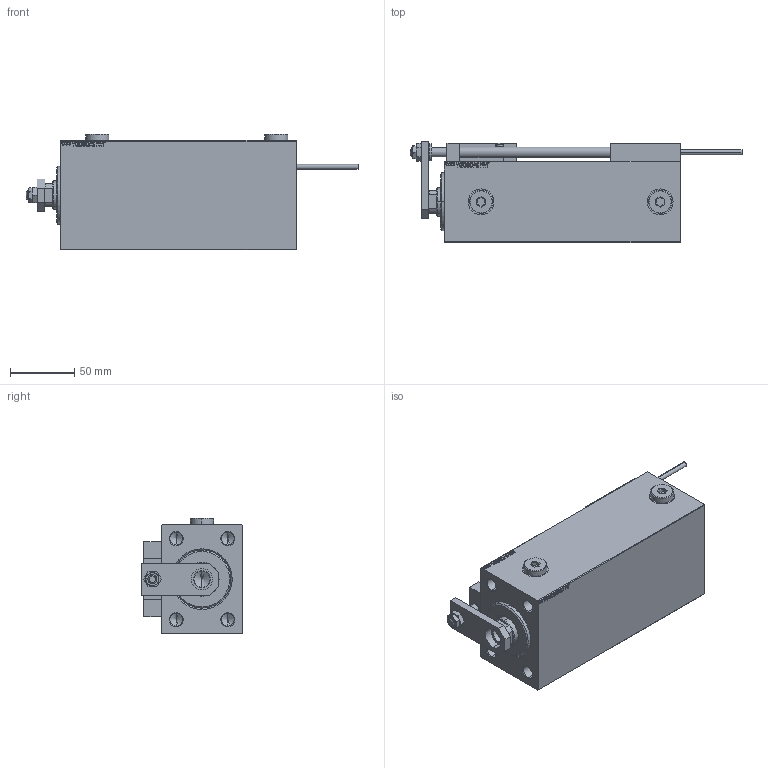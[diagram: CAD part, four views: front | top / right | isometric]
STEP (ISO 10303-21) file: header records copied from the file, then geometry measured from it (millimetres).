
FILE_DESCRIPTION (( 'STEP AP203' ), '1' );
FILE_NAME ('2875.STEP', '2024-02-13T02:37:48', ( '' ), ( '' ), 'SwSTEP 2.0', 'SolidWorks 2019', '' );
FILE_SCHEMA (( 'CONFIG_CONTROL_DESIGN' ));
Length unit declared in the file: millimetre
Products named in the file (17): SWITCH DIM B,W ac8bc7af4f70a20f4f6fb7f3c59d0438; MAGNET ac8bc7af4f70a20f4f6fb7f3c59d0438; V450CM_B_Body ac8bc7af4f70a20f4f6fb7f3c59d0438; ALLEN BOLT D8 ac8bc7af4f70a20f4f6fb7f3c59d0438; V450CM_VC_B ac8bc7af4f70a20f4f6fb7f3c59d0438; SWITCH_X_FRONT_BACK ac8bc7af4f70a20f4f6fb7f3c59d0438; Zatka_OIL_PORT ac8bc7af4f70a20f4f6fb7f3c59d0438; NUT_D12 ac8bc7af4f70a20f4f6fb7f3c59d0438; ZARAZKA ac8bc7af4f70a20f4f6fb7f3c59d0438; TYC_L79 ac8bc7af4f70a20f4f6fb7f3c59d0438; SWITCH X ac8bc7af4f70a20f4f6fb7f3c59d0438; ALLEN BOLT D5 ac8bc7af4f70a20f4f6fb7f3c59d0438; NUT_D10 ac8bc7af4f70a20f4f6fb7f3c59d0438; V450CM_B_VCP ac8bc7af4f70a20f4f6fb7f3c59d0438; 2875; KONCOVKA ac8bc7af4f70a20f4f6fb7f3c59d0438; Block ac8bc7af4f70a20f4f6fb7f3c59d0438
Assembly tree (27 placements, depth 3):
  2875
    V450CM_B_Body ac8bc7af4f70a20f4f6fb7f3c59d0438
    V450CM_B_VCP ac8bc7af4f70a20f4f6fb7f3c59d0438
    SWITCH X ac8bc7af4f70a20f4f6fb7f3c59d0438
      SWITCH_X_FRONT_BACK ac8bc7af4f70a20f4f6fb7f3c59d0438  x2
      TYC_L79 ac8bc7af4f70a20f4f6fb7f3c59d0438
      Block ac8bc7af4f70a20f4f6fb7f3c59d0438  x2
      ALLEN BOLT D5 ac8bc7af4f70a20f4f6fb7f3c59d0438  x4
      ALLEN BOLT D8 ac8bc7af4f70a20f4f6fb7f3c59d0438  x4
      MAGNET ac8bc7af4f70a20f4f6fb7f3c59d0438  x2
      KONCOVKA ac8bc7af4f70a20f4f6fb7f3c59d0438  x2
    NUT_D10 ac8bc7af4f70a20f4f6fb7f3c59d0438
    NUT_D12 ac8bc7af4f70a20f4f6fb7f3c59d0438
    SWITCH DIM B,W ac8bc7af4f70a20f4f6fb7f3c59d0438
    ZARAZKA ac8bc7af4f70a20f4f6fb7f3c59d0438
    V450CM_VC_B ac8bc7af4f70a20f4f6fb7f3c59d0438
    Zatka_OIL_PORT ac8bc7af4f70a20f4f6fb7f3c59d0438  x2
Bounding box: 257.7 x 78.5 x 89.9 mm (x, y, z)
Volume: 914599.6 mm3; surface area: 146451.2 mm2
Topology: 26 solids, 26 shells, 1372 faces, 3272 edges, 2070 vertices
Faces by surface type: plane 595, bspline 380, cylinder 200, cone 149, torus 44, sphere 4
Entity records: 52520 total; most frequent: CARTESIAN_POINT 26519, ORIENTED_EDGE 5452, DIRECTION 3779, EDGE_CURVE 2726, VERTEX_POINT 1770, LINE 1575, VECTOR 1575, EDGE_LOOP 1266
